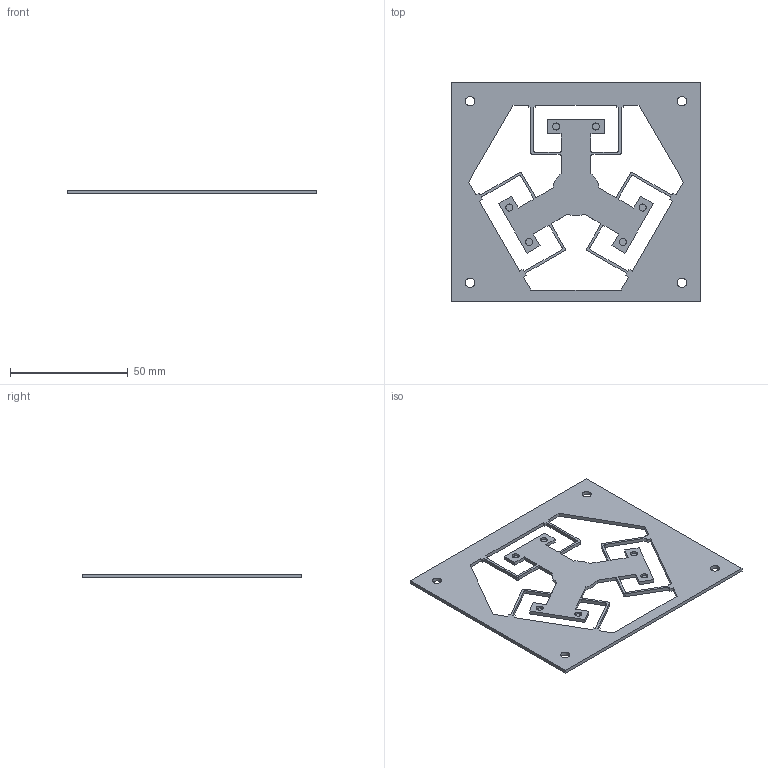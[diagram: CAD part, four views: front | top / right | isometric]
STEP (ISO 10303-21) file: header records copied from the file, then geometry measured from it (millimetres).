
FILE_DESCRIPTION(/* description */ (''),/* implementation_level */ '2;1');
FILE_NAME(/* name */ 'Six access compliant mechanism one part v2-dup.step',/* time_stamp */ '2024-05-04T11:59:27+10:00',/* author */ (''),/* organization */ (''),/* preprocessor_version */ 'ST-DEVELOPER v20',/* originating_system */ 'Autodesk Translation Framework v12.20.1.177',/* authorisation */ '');
FILE_SCHEMA (('AUTOMOTIVE_DESIGN { 1 0 10303 214 3 1 1 }'));
Length unit declared in the file: millimetre
Products named in the file (1): Six access compliant mechanism one part
Bounding box: 105.99 x 93.13 x 1.5 mm (x, y, z)
Volume: 9069.2 mm3; surface area: 14255.1 mm2
Topology: 1 solids, 1 shells, 148 faces, 420 edges, 280 vertices
Faces by surface type: plane 99, cylinder 49
Full cylindrical faces by diameter (mm): 3 x6, 4 x4
Entity records: 4875 total; most frequent: CARTESIAN_POINT 849, ORIENTED_EDGE 840, DIRECTION 816, EDGE_CURVE 420, LINE 322, VECTOR 322, VERTEX_POINT 280, AXIS2_PLACEMENT_3D 247
